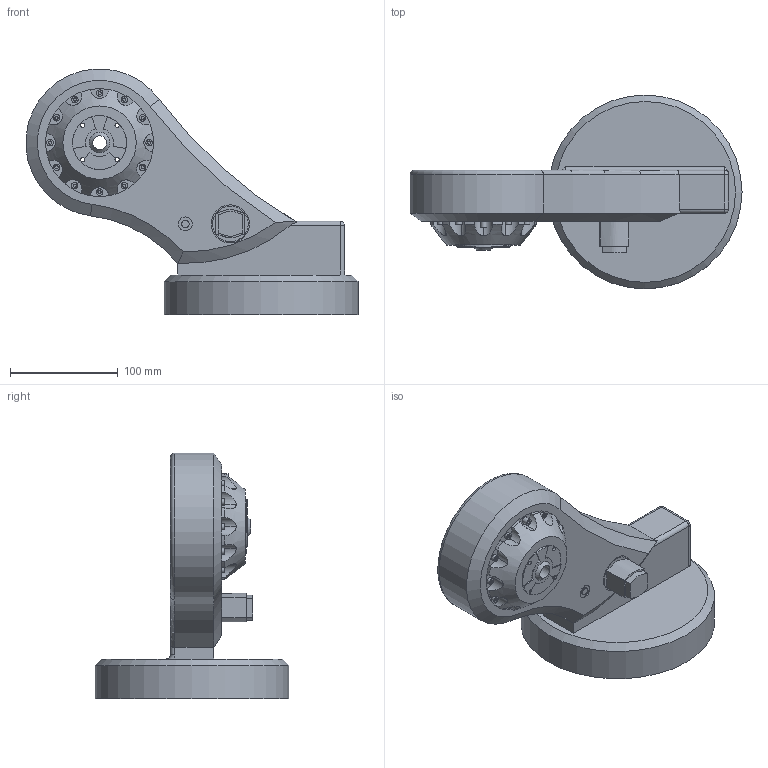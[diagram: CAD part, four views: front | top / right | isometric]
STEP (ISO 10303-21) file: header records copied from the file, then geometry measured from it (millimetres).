
FILE_DESCRIPTION(/* description */ (''),/* implementation_level */ '2;1');
FILE_NAME(/* name */ '2.step',/* time_stamp */ '2025-09-20T15:20:25+05:30',/* author */ (''),/* organization */ (''),/* preprocessor_version */ 'ST-DEVELOPER v20.1',/* originating_system */ 'Autodesk Translation Framework v14.17.0.0',/* authorisation */ '');
FILE_SCHEMA (('AUTOMOTIVE_DESIGN { 1 0 10303 214 3 1 1 }'));
Length unit declared in the file: millimetre
Products named in the file (1): jack2
Bounding box: 308.33 x 180 x 228.26 mm (x, y, z)
Volume: 2376295.7 mm3; surface area: 166583.3 mm2
Topology: 1 solids, 1 shells, 186 faces, 438 edges, 286 vertices
Faces by surface type: cylinder 98, plane 70, cone 7, torus 5, bspline 4, sphere 2
Full cylindrical faces by diameter (mm): 3 x12, 4 x4, 6 x12, 7 x1, 13 x2, 30 x2, 33.015 x1, 35.355 x1, 50 x1, 180 x1
Entity records: 6213 total; most frequent: CARTESIAN_POINT 1766, DIRECTION 979, ORIENTED_EDGE 876, EDGE_CURVE 438, AXIS2_PLACEMENT_3D 404, VERTEX_POINT 286, EDGE_LOOP 228, CIRCLE 221
